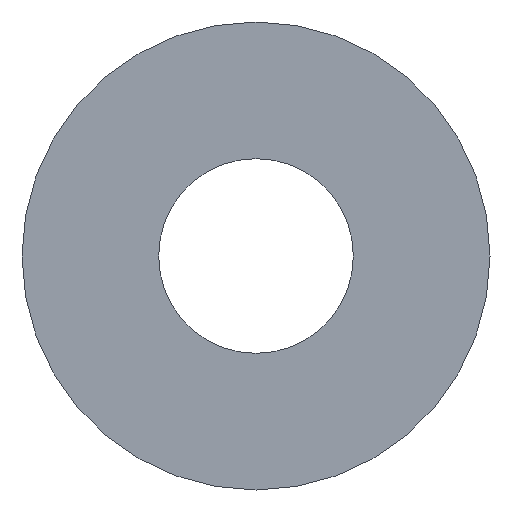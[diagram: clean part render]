
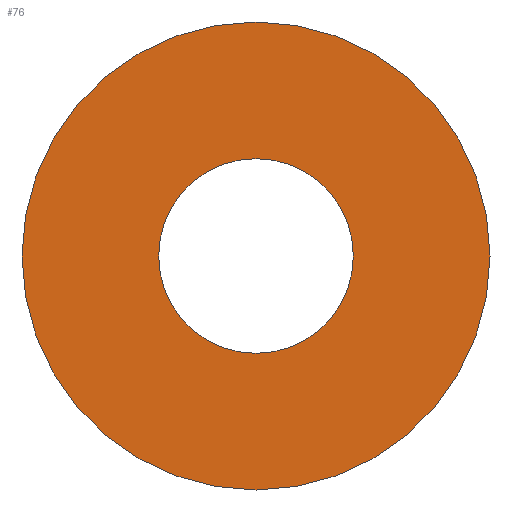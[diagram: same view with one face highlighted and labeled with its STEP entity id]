
A CAD part, left-side view. The second image highlights one B-rep face of the part: STEP entity #76.
In plain terms, the highlighted planar face has unit normal (-1, 0, 0).
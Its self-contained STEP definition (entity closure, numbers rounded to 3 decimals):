
#1=CARTESIAN_POINT('POINT38',(0.,0.,
   -1.981));
#2=VERTEX_POINT('VERTEX38',#1);
#20=CARTESIAN_POINT('POINT41',(0.,
   0.,1.981));
#21=VERTEX_POINT('VERTEX41',#20);
#28=CARTESIAN_POINT('POS42',(0.,0.,0.));
#29=DIRECTION('DIR63',(1.,0.,0.));
#30=DIRECTION('DIR64',(0.,0.,-1.));
#31=AXIS2_PLACEMENT_3D('AXIS22',#28,#29,#30);
#32=CIRCLE('ELLIPSE8',#31,1.981);
#33=EDGE_CURVE('EDGE70',#2,#21,#32,.T.);
#44=EDGE_CURVE('EDGE71',#21,#2,#32,.T.);
#52=ORIENTED_EDGE('COEDGE141',*,*,#33,.T.);
#53=ORIENTED_EDGE('COEDGE142',*,*,#44,.T.);
#54=EDGE_LOOP('NONE',(#52,#53));
#55=FACE_BOUND('LOOP1',#54,.T.);
#56=CARTESIAN_POINT('POINT42',(0.,0.,
   -4.763));
#57=VERTEX_POINT('VERTEX42',#56);
#58=CARTESIAN_POINT('POINT43',(0.,
   0.,4.763));
#59=VERTEX_POINT('VERTEX43',#58);
#60=CARTESIAN_POINT('POS44',(0.,0.,0.));
#61=DIRECTION('DIR67',(-1.,0.,0.));
#62=DIRECTION('DIR68',(0.,0.,-1.));
#63=AXIS2_PLACEMENT_3D('AXIS24',#60,#61,#62);
#64=CIRCLE('ELLIPSE9',#63,4.763);
#65=EDGE_CURVE('EDGE73',#57,#59,#64,.T.);
#66=ORIENTED_EDGE('COEDGE143',*,*,#65,.T.);
#67=EDGE_CURVE('EDGE74',#59,#57,#64,.T.);
#68=ORIENTED_EDGE('COEDGE144',*,*,#67,.T.);
#69=EDGE_LOOP('NONE',(#66,#68));
#70=FACE_BOUND('LOOP1',#69,.T.);
#71=CARTESIAN_POINT('POS45',(0.,0.,
   -2.381));
#72=DIRECTION('DIR69',(-1.,0.,0.));
#73=DIRECTION('DIR70',(0.,1.,0.));
#74=AXIS2_PLACEMENT_3D('AXIS25',#71,#72,#73);
#75=PLANE('PLANE9',#74);
#76=ADVANCED_FACE('FACE35',(#55,#70),#75,.T.);
